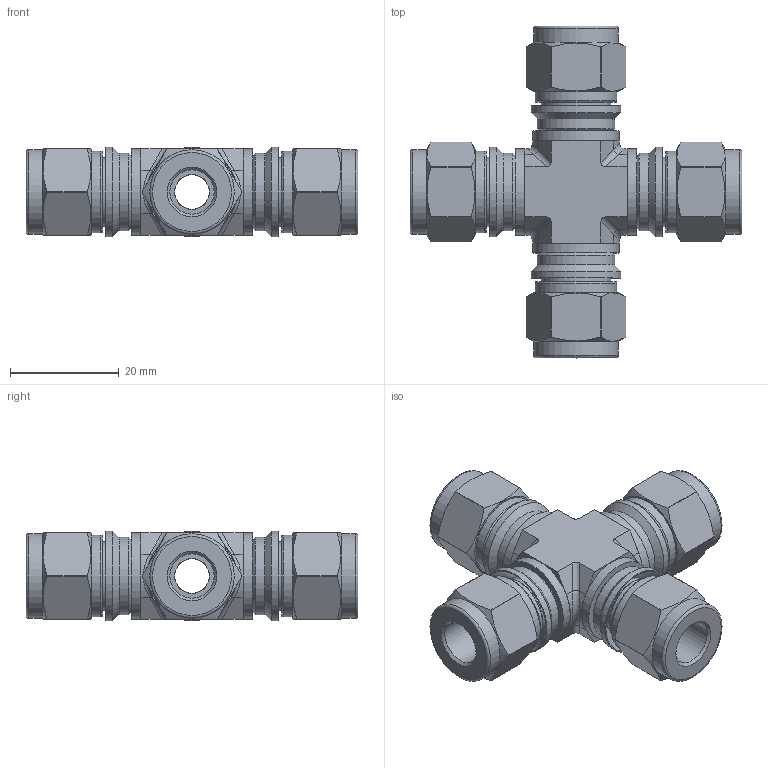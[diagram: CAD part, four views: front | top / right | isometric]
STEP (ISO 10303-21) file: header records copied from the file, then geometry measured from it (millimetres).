
FILE_DESCRIPTION(/* description */ (''),/* implementation_level */ '2;1');
FILE_NAME(/* name */ 'SUCI-5.stp',/* time_stamp */ '2022-07-08T15:50:33+09:00',/* author */ ('user'),/* organization */ (''),/* preprocessor_version */ 'ST-DEVELOPER v18.1',/* originating_system */ 'Autodesk Inventor 2022',/* authorisation */ '');
FILE_SCHEMA (('AUTOMOTIVE_DESIGN { 1 0 10303 214 3 1 1 }'));
Length unit declared in the file: millimetre
Products named in the file (1): SUC-5
Bounding box: 60.94 x 60.94 x 16.5 mm (x, y, z)
Volume: 16101.9 mm3; surface area: 10902.1 mm2
Topology: 1 solids, 1 shells, 198 faces, 455 edges, 285 vertices
Faces by surface type: cylinder 80, plane 74, cone 32, torus 8, bspline 4
Full cylindrical faces by diameter (mm): 6.35 x4, 8.14 x4, 11 x4, 11.4 x4, 12.7 x4, 14.2 x4, 15 x4, 15.5 x4, 15.8 x4, 16.5 x4
Entity records: 5723 total; most frequent: CARTESIAN_POINT 1151, DIRECTION 1012, ORIENTED_EDGE 910, EDGE_CURVE 455, AXIS2_PLACEMENT_3D 410, VERTEX_POINT 285, EDGE_LOOP 230, FACE_OUTER_BOUND 198
